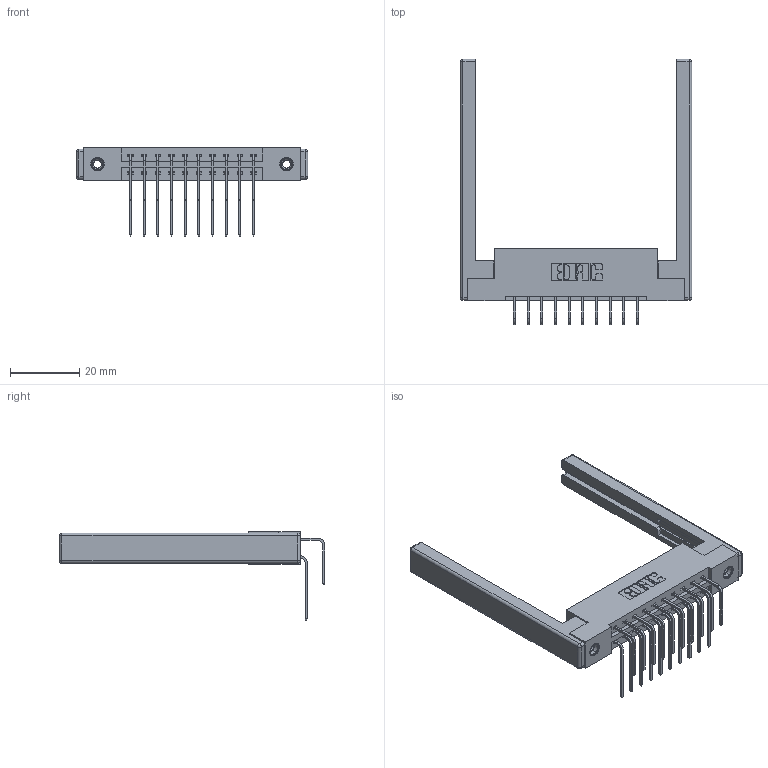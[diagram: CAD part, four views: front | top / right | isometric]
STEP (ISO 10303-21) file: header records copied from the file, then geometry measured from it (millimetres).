
FILE_DESCRIPTION (( 'STEP AP203' ), '1' );
FILE_NAME ('337-020-558-268.STEP', '2019-10-08T14:21:18', ( '' ), ( '' ), 'SwSTEP 2.0', 'SolidWorks 2016', '' );
FILE_SCHEMA (( 'CONFIG_CONTROL_DESIGN' ));
Length unit declared in the file: inch
Products named in the file (6): 345-292-001_558 559 Tail - 1; 345-292-001_558 Tail - 2; 337-020-558-268; 307-220-068; 337 Part_Flush Mounting Lugs - 0.156 Dia-TI; 345-250-001_345-250-001-102
Assembly tree (25 placements, depth 2):
  337-020-558-268
    337 Part_Flush Mounting Lugs - 0.156 Dia-TI
    345-292-001_558 559 Tail - 1  x10
    345-292-001_558 Tail - 2  x10
    345-250-001_345-250-001-102  x2
    307-220-068  x2
Bounding box: 67.06 x 76.9 x 25.53 mm (x, y, z)
Volume: 11141.1 mm3; surface area: 11940.9 mm2
Topology: 25 solids, 25 shells, 1388 faces, 4041 edges, 2646 vertices
Faces by surface type: plane 958, cylinder 406, cone 12, sphere 8, torus 4
Entity records: 16436 total; most frequent: CARTESIAN_POINT 2806, ORIENTED_EDGE 2680, DIRECTION 2498, EDGE_CURVE 1340, LINE 1122, VECTOR 1122, VERTEX_POINT 882, AXIS2_PLACEMENT_3D 688
